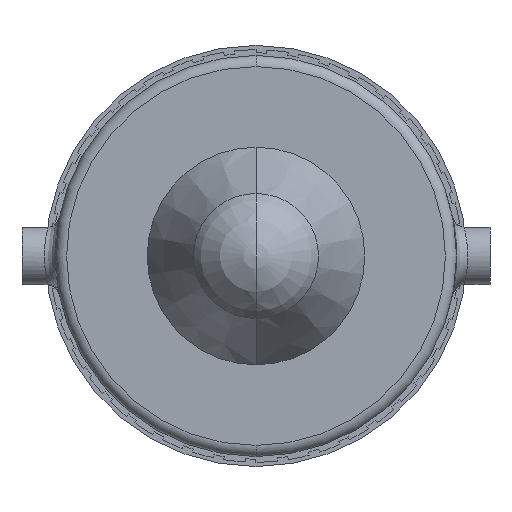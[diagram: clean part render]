
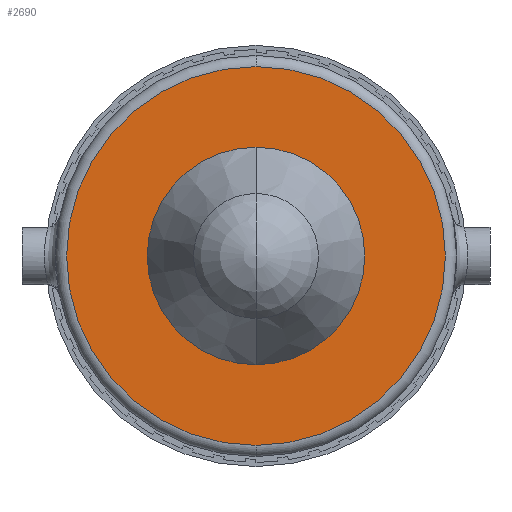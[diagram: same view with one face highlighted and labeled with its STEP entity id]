
A CAD part, front view. The second image highlights one B-rep face of the part: STEP entity #2690.
In plain terms, the highlighted planar face has unit normal (0, -1, 0).
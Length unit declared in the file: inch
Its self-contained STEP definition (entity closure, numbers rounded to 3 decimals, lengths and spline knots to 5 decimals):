
#89 = FACE_OUTER_BOUND ( 'NONE', #4772, .T. ) ;
#312 = ORIENTED_EDGE ( 'NONE', *, *, #4893, .T. ) ;
#417 = VERTEX_POINT ( 'NONE', #3513 ) ;
#635 = CARTESIAN_POINT ( 'NONE',  ( 0., 0., 0. ) ) ;
#1150 = DIRECTION ( 'NONE',  ( 0., 1., 0. ) ) ;
#1543 = CARTESIAN_POINT ( 'NONE',  ( 0., 0., -0.17 ) ) ;
#1671 = CIRCLE ( 'NONE', #2483, 0.17 ) ;
#1984 = EDGE_CURVE ( 'NONE', #6308, #2741, #3895, .T. ) ;
#2088 = EDGE_LOOP ( 'NONE', ( #5913, #6637 ) ) ;
#2325 = VERTEX_POINT ( 'NONE', #1543 ) ;
#2351 = CIRCLE ( 'NONE', #5500, 0.17 ) ;
#2483 = AXIS2_PLACEMENT_3D ( 'NONE', #5847, #4222, #4825 ) ;
#2690 = ADVANCED_FACE ( 'NONE', ( #89, #3967 ), #4778, .F. ) ;
#2741 = VERTEX_POINT ( 'NONE', #3219 ) ;
#2793 = CIRCLE ( 'NONE', #5557, 0.09764 ) ;
#2996 = EDGE_CURVE ( 'NONE', #2325, #417, #2351, .T. ) ;
#3136 = ORIENTED_EDGE ( 'NONE', *, *, #2996, .T. ) ;
#3219 = CARTESIAN_POINT ( 'NONE',  ( 0., 0., 0.09764 ) ) ;
#3513 = CARTESIAN_POINT ( 'NONE',  ( 0., 0., 0.17 ) ) ;
#3778 = CARTESIAN_POINT ( 'NONE',  ( 0., 0., 0. ) ) ;
#3895 = CIRCLE ( 'NONE', #5531, 0.09764 ) ;
#3967 = FACE_BOUND ( 'NONE', #2088, .T. ) ;
#4222 = DIRECTION ( 'NONE',  ( 0., -1., 0. ) ) ;
#4339 = EDGE_CURVE ( 'NONE', #2741, #6308, #2793, .T. ) ;
#4379 = DIRECTION ( 'NONE',  ( 0., -1., 0. ) ) ;
#4494 = DIRECTION ( 'NONE',  ( 0., 1., 0. ) ) ;
#4512 = CARTESIAN_POINT ( 'NONE',  ( 0., 0., 0. ) ) ;
#4555 = DIRECTION ( 'NONE',  ( 0., 1., 0. ) ) ;
#4586 = DIRECTION ( 'NONE',  ( 0., 0., 1. ) ) ;
#4772 = EDGE_LOOP ( 'NONE', ( #312, #3136 ) ) ;
#4778 = PLANE ( 'NONE',  #5766 ) ;
#4825 = DIRECTION ( 'NONE',  ( 0., 0., 1. ) ) ;
#4893 = EDGE_CURVE ( 'NONE', #417, #2325, #1671, .T. ) ;
#5280 = DIRECTION ( 'NONE',  ( 0., 0., 1. ) ) ;
#5323 = CARTESIAN_POINT ( 'NONE',  ( 0., 0., -0.09764 ) ) ;
#5396 = DIRECTION ( 'NONE',  ( 0., 0., 1. ) ) ;
#5500 = AXIS2_PLACEMENT_3D ( 'NONE', #3778, #4379, #5396 ) ;
#5531 = AXIS2_PLACEMENT_3D ( 'NONE', #4512, #4494, #5548 ) ;
#5548 = DIRECTION ( 'NONE',  ( 0., 0., 1. ) ) ;
#5557 = AXIS2_PLACEMENT_3D ( 'NONE', #5647, #4555, #4586 ) ;
#5647 = CARTESIAN_POINT ( 'NONE',  ( 0., 0., 0. ) ) ;
#5766 = AXIS2_PLACEMENT_3D ( 'NONE', #635, #1150, #5280 ) ;
#5847 = CARTESIAN_POINT ( 'NONE',  ( 0., 0., 0. ) ) ;
#5913 = ORIENTED_EDGE ( 'NONE', *, *, #4339, .T. ) ;
#6308 = VERTEX_POINT ( 'NONE', #5323 ) ;
#6637 = ORIENTED_EDGE ( 'NONE', *, *, #1984, .T. ) ;
